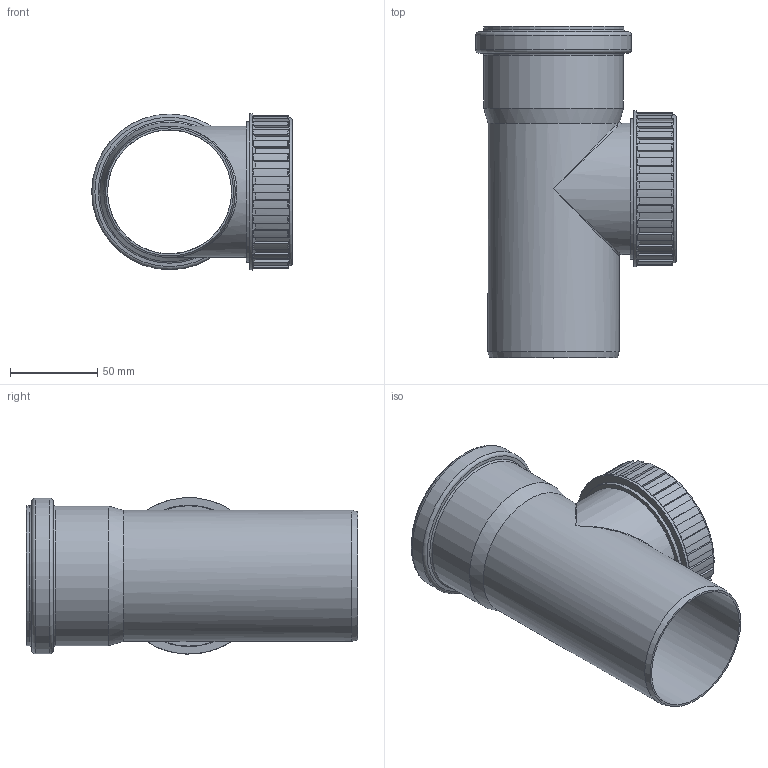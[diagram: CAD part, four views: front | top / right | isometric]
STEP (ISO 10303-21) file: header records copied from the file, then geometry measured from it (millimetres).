
FILE_DESCRIPTION(/* description */ (''),/* implementation_level */ '2;1');
FILE_NAME(/* name */ '173600 HTsafeRE DN_OD 75 Zusammenbau.stp',/* time_stamp */ '2017-03-13T09:25:45+01:00',/* author */ ('user1'),/* organization */ (''),/* preprocessor_version */ 'ST-DEVELOPER v16.1',/* originating_system */ 'Autodesk Inventor 2016',/* authorisation */ '');
FILE_SCHEMA (('AUTOMOTIVE_DESIGN { 1 0 10303 214 3 1 1 }'));
Length unit declared in the file: millimetre
Products named in the file (3): 113600 HTRE DN_OD 75; 113600 HTRE DN_OD 75 Deckel; 173600 HTsafeRE DN_OD 75 Zusammenbau
Assembly tree (2 placements, depth 2):
  173600 HTsafeRE DN_OD 75 Zusammenbau
    113600 HTRE DN_OD 75
    113600 HTRE DN_OD 75 Deckel
Bounding box: 114.87 x 190 x 89.43 mm (x, y, z)
Volume: 160673.9 mm3; surface area: 131626.6 mm2
Topology: 2 solids, 2 shells, 241 faces, 652 edges, 422 vertices
Faces by surface type: plane 115, cylinder 54, torus 46, cone 14, bspline 12
Full cylindrical faces by diameter (mm): 68 x1, 71 x2, 75.2 x3, 75.9 x1, 76.2 x2, 76.6 x1, 77 x1, 79.9 x1, 80.2 x1, 80.423 x1, 81 x1, 85 x1, 85.2 x1, 89.2 x1, 89.6 x1
Entity records: 7884 total; most frequent: CARTESIAN_POINT 1859, DIRECTION 1310, ORIENTED_EDGE 1186, EDGE_CURVE 593, AXIS2_PLACEMENT_3D 523, VERTEX_POINT 413, EDGE_LOOP 302, CIRCLE 281
